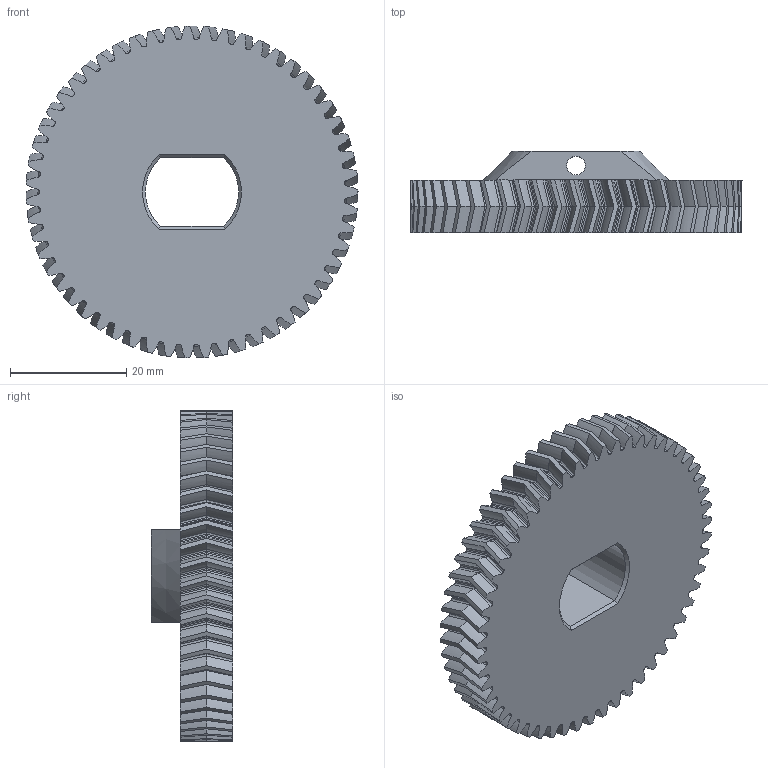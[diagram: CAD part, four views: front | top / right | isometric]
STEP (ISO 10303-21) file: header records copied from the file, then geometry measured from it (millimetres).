
FILE_DESCRIPTION(/* description */ ('STEP AP242','CAx-IF Rec.Pracs.---Representation and Presentation of Product Manufacturing Information (PMI)---4.0---2014-10-13','CAx-IF Rec.Pracs.---3D Tessellated Geometry---0.4---2014-09-14','2;1'),/* implementation_level */ '2;1');
FILE_NAME(/* name */ '68b297fd89cddf78391cf2df',/* time_stamp */ '2025-08-30T06:19:46Z',/* author */ (''),/* organization */ (''),/* preprocessor_version */ 'ST-DEVELOPER v20',/* originating_system */ 'ONSHAPE BY PTC INC, 1.203',/* authorisation */ ' ');
FILE_SCHEMA (('AP242_MANAGED_MODEL_BASED_3D_ENGINEERING_MIM_LF { 1 0 10303 442 1 1 4 }'));
Products named in the file (1): Gear 2
Bounding box: 57 x 14 x 57 mm (x, y, z)
Volume: 20876.5 mm3; surface area: 8481.3 mm2
Topology: 1 solids, 1 shells, 732 faces, 1873 edges, 1144 vertices
Faces by surface type: bspline 440, cylinder 169, plane 119, cone 4
Full cylindrical faces by diameter (mm): 3.2 x2
Entity records: 40231 total; most frequent: CARTESIAN_POINT 26647, ORIENTED_EDGE 3738, DIRECTION 2058, EDGE_CURVE 1869, VERTEX_POINT 1142, AXIS2_PLACEMENT_3D 1022, EDGE_LOOP 741, FACE_BOUND 741
